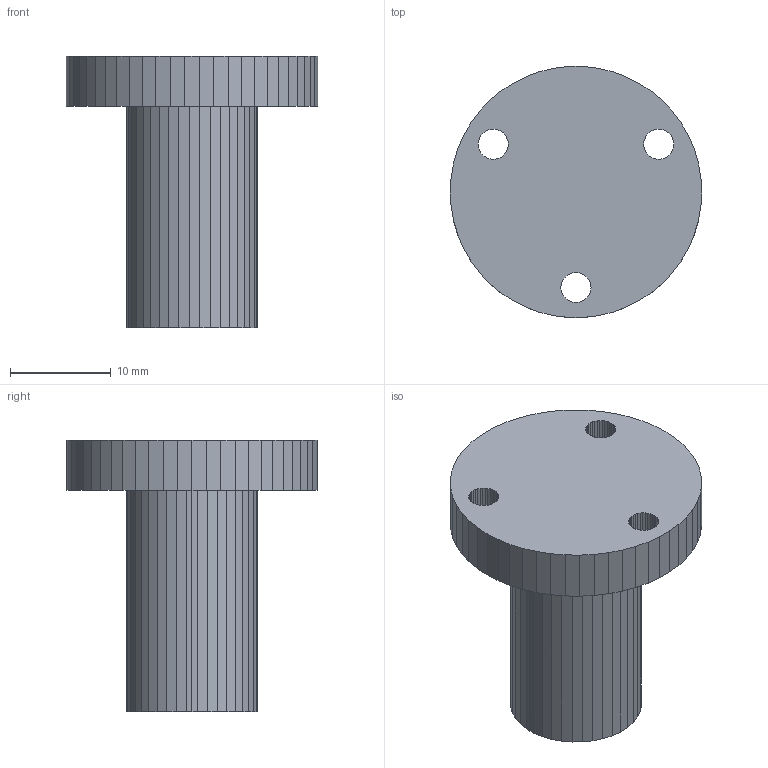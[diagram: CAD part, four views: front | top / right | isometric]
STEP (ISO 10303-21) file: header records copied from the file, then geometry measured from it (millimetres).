
FILE_DESCRIPTION(('FreeCAD Model'),'2;1');
FILE_NAME('123.step', '2019-11-07T12:04:19',('Author'),(''), 'Open CASCADE STEP processor 7.3','FreeCAD','Unknown');
FILE_SCHEMA(('AUTOMOTIVE_DESIGN { 1 0 10303 214 1 1 1 1 }'));
Length unit declared in the file: millimetre
Products named in the file (1): Int_Step_motor002_(Solid)001
Bounding box: 25 x 24.96 x 27 mm (x, y, z)
Volume: 4703.8 mm3; surface area: 2763.2 mm2
Topology: 1 solids, 1 shells, 239 faces, 705 edges, 470 vertices
Faces by surface type: plane 239
Entity records: 16997 total; most frequent: CARTESIAN_POINT 2825, DIRECTION 2595, LINE 2115, VECTOR 2115, ORIENTED_EDGE 1410, PCURVE 1410, DEFINITIONAL_REPRESENTATION 1410, EDGE_CURVE 705
